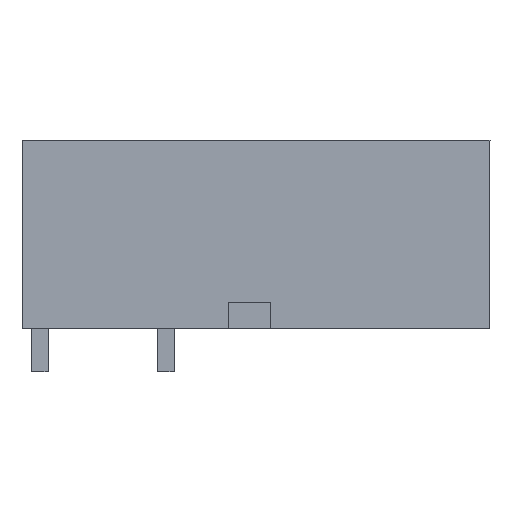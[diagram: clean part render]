
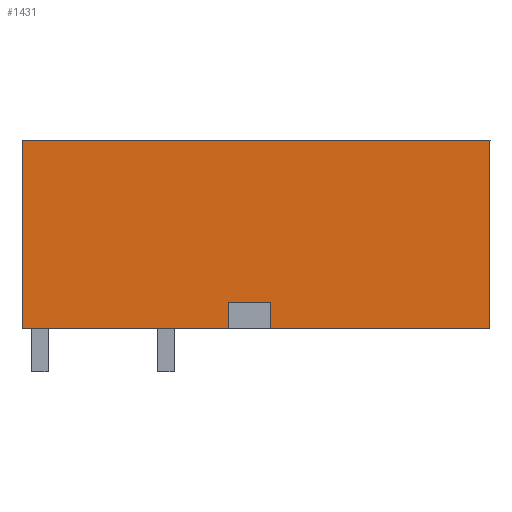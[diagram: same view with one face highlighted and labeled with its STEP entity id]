
A CAD part, left-side view. The second image highlights one B-rep face of the part: STEP entity #1431.
In plain terms, the highlighted planar face has unit normal (-1, 0, 0).
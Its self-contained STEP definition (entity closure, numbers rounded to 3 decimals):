
#1386=AXIS2_PLACEMENT_3D('Plane Axis2P3D',#1383,#1384,#1385) ;
#166=CARTESIAN_POINT('Vertex',(0.,28.3,14.)) ;
#169=CARTESIAN_POINT('Line Origine',(0.,14.15,14.)) ;
#173=CARTESIAN_POINT('Vertex',(0.,0.,14.)) ;
#423=CARTESIAN_POINT('Line Origine',(0.,0.,8.3)) ;
#427=CARTESIAN_POINT('Vertex',(0.,0.,2.6)) ;
#1337=CARTESIAN_POINT('Vertex',(0.,28.3,2.6)) ;
#1340=CARTESIAN_POINT('Line Origine',(0.,28.3,8.3)) ;
#1383=CARTESIAN_POINT('Axis2P3D Location',(0.,28.3,-0.9)) ;
#1388=CARTESIAN_POINT('Line Origine',(0.,6.65,2.6)) ;
#1392=CARTESIAN_POINT('Vertex',(0.,13.3,2.6)) ;
#1395=CARTESIAN_POINT('Line Origine',(0.,22.05,2.6)) ;
#1399=CARTESIAN_POINT('Vertex',(0.,15.8,2.6)) ;
#1402=CARTESIAN_POINT('Line Origine',(0.,15.8,3.4)) ;
#1406=CARTESIAN_POINT('Vertex',(0.,15.8,4.2)) ;
#1409=CARTESIAN_POINT('Line Origine',(0.,14.55,4.2)) ;
#1413=CARTESIAN_POINT('Vertex',(0.,13.3,4.2)) ;
#1416=CARTESIAN_POINT('Line Origine',(0.,13.3,3.4)) ;
#170=DIRECTION('Vector Direction',(0.,-1.,0.)) ;
#424=DIRECTION('Vector Direction',(0.,0.,-1.)) ;
#1341=DIRECTION('Vector Direction',(0.,0.,1.)) ;
#1384=DIRECTION('Axis2P3D Direction',(-1.,0.,0.)) ;
#1385=DIRECTION('Axis2P3D XDirection',(0.,-1.,0.)) ;
#1389=DIRECTION('Vector Direction',(0.,1.,0.)) ;
#1396=DIRECTION('Vector Direction',(0.,1.,0.)) ;
#1403=DIRECTION('Vector Direction',(0.,0.,1.)) ;
#1410=DIRECTION('Vector Direction',(0.,1.,0.)) ;
#1417=DIRECTION('Vector Direction',(0.,0.,1.)) ;
#171=VECTOR('Line Direction',#170,1.) ;
#425=VECTOR('Line Direction',#424,1.) ;
#1342=VECTOR('Line Direction',#1341,1.) ;
#1390=VECTOR('Line Direction',#1389,1.) ;
#1397=VECTOR('Line Direction',#1396,1.) ;
#1404=VECTOR('Line Direction',#1403,1.) ;
#1411=VECTOR('Line Direction',#1410,1.) ;
#1418=VECTOR('Line Direction',#1417,1.) ;
#1422=ORIENTED_EDGE('',*,*,#1394,.T.) ;
#1423=ORIENTED_EDGE('',*,*,#429,.T.) ;
#1424=ORIENTED_EDGE('',*,*,#175,.T.) ;
#1425=ORIENTED_EDGE('',*,*,#1344,.T.) ;
#1426=ORIENTED_EDGE('',*,*,#1401,.T.) ;
#1427=ORIENTED_EDGE('',*,*,#1408,.T.) ;
#1428=ORIENTED_EDGE('',*,*,#1415,.T.) ;
#1429=ORIENTED_EDGE('',*,*,#1420,.T.) ;
#1431=ADVANCED_FACE('main body',(#1430),#1387,.T.) ;
#175=EDGE_CURVE('',#174,#167,#172,.F.) ;
#429=EDGE_CURVE('',#428,#174,#426,.F.) ;
#1344=EDGE_CURVE('',#167,#1338,#1343,.F.) ;
#1394=EDGE_CURVE('',#1393,#428,#1391,.F.) ;
#1401=EDGE_CURVE('',#1338,#1400,#1398,.F.) ;
#1408=EDGE_CURVE('',#1400,#1407,#1405,.T.) ;
#1415=EDGE_CURVE('',#1407,#1414,#1412,.F.) ;
#1420=EDGE_CURVE('',#1414,#1393,#1419,.F.) ;
#1421=EDGE_LOOP('',(#1422,#1423,#1424,#1425,#1426,#1427,#1428,#1429)) ;
#1430=FACE_OUTER_BOUND('',#1421,.T.) ;
#172=LINE('Line',#169,#171) ;
#426=LINE('Line',#423,#425) ;
#1343=LINE('Line',#1340,#1342) ;
#1391=LINE('Line',#1388,#1390) ;
#1398=LINE('Line',#1395,#1397) ;
#1405=LINE('Line',#1402,#1404) ;
#1412=LINE('Line',#1409,#1411) ;
#1419=LINE('Line',#1416,#1418) ;
#1387=PLANE('',#1386) ;
#167=VERTEX_POINT('',#166) ;
#174=VERTEX_POINT('',#173) ;
#428=VERTEX_POINT('',#427) ;
#1338=VERTEX_POINT('',#1337) ;
#1393=VERTEX_POINT('',#1392) ;
#1400=VERTEX_POINT('',#1399) ;
#1407=VERTEX_POINT('',#1406) ;
#1414=VERTEX_POINT('',#1413) ;
